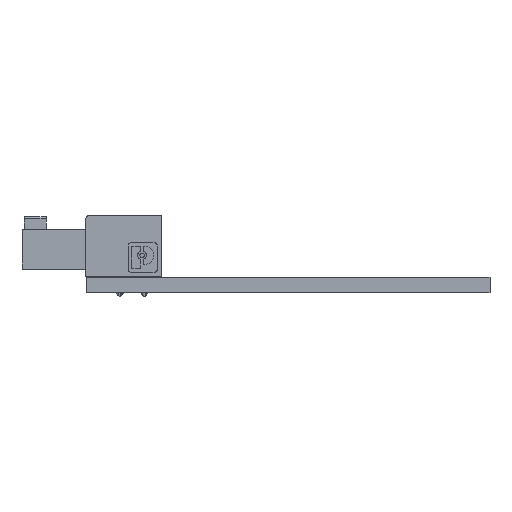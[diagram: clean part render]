
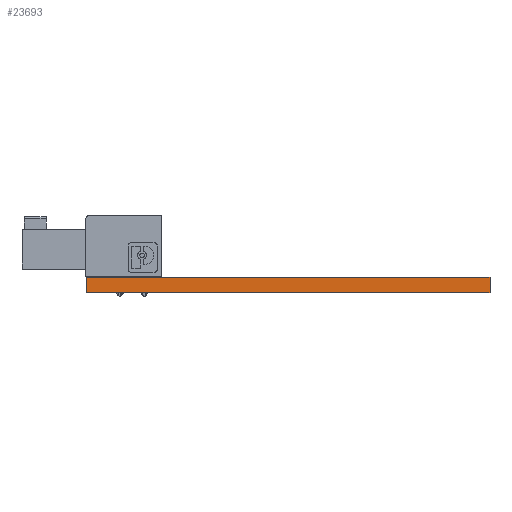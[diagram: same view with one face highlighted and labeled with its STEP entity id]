
A CAD part, front view. The second image highlights one B-rep face of the part: STEP entity #23693.
In plain terms, the highlighted planar face has unit normal (0, -1, 0).
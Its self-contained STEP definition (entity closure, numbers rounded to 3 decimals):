
#23693 = ADVANCED_FACE('',(#23694),#23728,.T.);
#23694 = FACE_BOUND('',#23695,.T.);
#23695 = EDGE_LOOP('',(#23696,#23706,#23714,#23722));
#23696 = ORIENTED_EDGE('',*,*,#23697,.T.);
#23697 = EDGE_CURVE('',#23698,#23700,#23702,.T.);
#23698 = VERTEX_POINT('',#23699);
#23699 = CARTESIAN_POINT('',(98.279,-148.99,0.));
#23700 = VERTEX_POINT('',#23701);
#23701 = CARTESIAN_POINT('',(98.279,-148.99,1.6));
#23702 = LINE('',#23703,#23704);
#23703 = CARTESIAN_POINT('',(98.279,-148.99,0.));
#23704 = VECTOR('',#23705,1.);
#23705 = DIRECTION('',(0.,0.,1.));
#23706 = ORIENTED_EDGE('',*,*,#23707,.T.);
#23707 = EDGE_CURVE('',#23700,#23708,#23710,.T.);
#23708 = VERTEX_POINT('',#23709);
#23709 = CARTESIAN_POINT('',(56.645,-148.99,1.6));
#23710 = LINE('',#23711,#23712);
#23711 = CARTESIAN_POINT('',(98.279,-148.99,1.6));
#23712 = VECTOR('',#23713,1.);
#23713 = DIRECTION('',(-1.,0.,0.));
#23714 = ORIENTED_EDGE('',*,*,#23715,.F.);
#23715 = EDGE_CURVE('',#23716,#23708,#23718,.T.);
#23716 = VERTEX_POINT('',#23717);
#23717 = CARTESIAN_POINT('',(56.645,-148.99,0.));
#23718 = LINE('',#23719,#23720);
#23719 = CARTESIAN_POINT('',(56.645,-148.99,0.));
#23720 = VECTOR('',#23721,1.);
#23721 = DIRECTION('',(0.,0.,1.));
#23722 = ORIENTED_EDGE('',*,*,#23723,.F.);
#23723 = EDGE_CURVE('',#23698,#23716,#23724,.T.);
#23724 = LINE('',#23725,#23726);
#23725 = CARTESIAN_POINT('',(98.279,-148.99,0.));
#23726 = VECTOR('',#23727,1.);
#23727 = DIRECTION('',(-1.,0.,0.));
#23728 = PLANE('',#23729);
#23729 = AXIS2_PLACEMENT_3D('',#23730,#23731,#23732);
#23730 = CARTESIAN_POINT('',(98.279,-148.99,0.));
#23731 = DIRECTION('',(0.,-1.,0.));
#23732 = DIRECTION('',(-1.,0.,0.));
